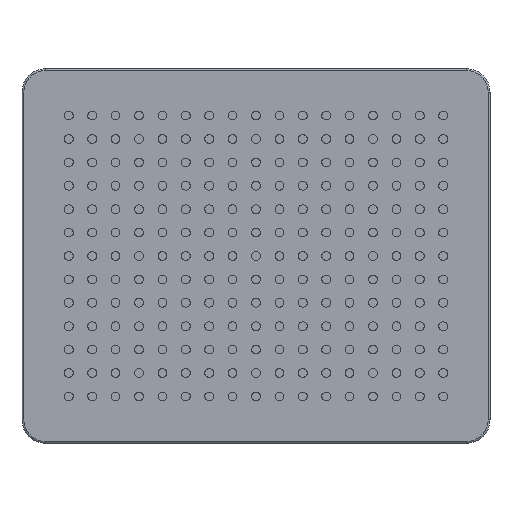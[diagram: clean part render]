
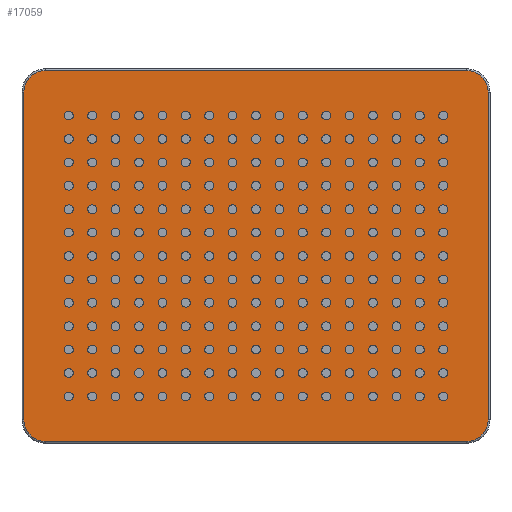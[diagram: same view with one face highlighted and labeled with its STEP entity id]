
A CAD part, front view. The second image highlights one B-rep face of the part: STEP entity #17059.
In plain terms, the highlighted face is planar.
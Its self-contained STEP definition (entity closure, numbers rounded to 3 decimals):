
#79 = CARTESIAN_POINT ( 'NONE',  ( -148.8, -105., 15.5 ) ) ;
#191 = CIRCLE ( 'NONE', #15557, 13.8 ) ;
#197 = CARTESIAN_POINT ( 'NONE',  ( -135., 118.8, 15.5 ) ) ;
#449 = DIRECTION ( 'NONE',  ( 1., 0., 0. ) ) ;
#556 = DIRECTION ( 'NONE',  ( 0., 1., 0. ) ) ;
#661 = DIRECTION ( 'NONE',  ( 0., 0., 1. ) ) ;
#748 = AXIS2_PLACEMENT_3D ( 'NONE', #18931, #8022, #20741 ) ;
#870 = CARTESIAN_POINT ( 'NONE',  ( 135., -118.8, 15.5 ) ) ;
#1895 = PLANE ( 'NONE',  #16287 ) ;
#2582 = VECTOR ( 'NONE', #20197, 1000. ) ;
#3821 = ORIENTED_EDGE ( 'NONE', *, *, #10734, .T. ) ;
#4725 = CARTESIAN_POINT ( 'NONE',  ( -135., 118.8, 15.5 ) ) ;
#4974 = VERTEX_POINT ( 'NONE', #23440 ) ;
#5360 = CARTESIAN_POINT ( 'NONE',  ( -135., -118.8, 15.5 ) ) ;
#5738 = VERTEX_POINT ( 'NONE', #17204 ) ;
#6177 = AXIS2_PLACEMENT_3D ( 'NONE', #11505, #661, #13306 ) ;
#6774 = AXIS2_PLACEMENT_3D ( 'NONE', #22202, #11290, #449 ) ;
#6857 = VERTEX_POINT ( 'NONE', #870 ) ;
#6918 = CARTESIAN_POINT ( 'NONE',  ( 148.8, 105., 15.5 ) ) ;
#7032 = EDGE_CURVE ( 'NONE', #23181, #5738, #22739, .T. ) ;
#7404 = LINE ( 'NONE', #16555, #2582 ) ;
#7644 = EDGE_CURVE ( 'NONE', #5738, #15403, #13600, .T. ) ;
#7880 = LINE ( 'NONE', #11387, #21830 ) ;
#8022 = DIRECTION ( 'NONE',  ( 0., 0., 1. ) ) ;
#8229 = VECTOR ( 'NONE', #12742, 1000. ) ;
#9176 = CARTESIAN_POINT ( 'NONE',  ( -150., -120., 15.5 ) ) ;
#9773 = VERTEX_POINT ( 'NONE', #18219 ) ;
#10734 = EDGE_CURVE ( 'NONE', #9773, #22396, #7880, .T. ) ;
#10748 = CARTESIAN_POINT ( 'NONE',  ( 135., -105., 15.5 ) ) ;
#11002 = DIRECTION ( 'NONE',  ( 1., 0., 0. ) ) ;
#11106 = EDGE_CURVE ( 'NONE', #4974, #19491, #20957, .T. ) ;
#11290 = DIRECTION ( 'NONE',  ( 0., 0., 1. ) ) ;
#11387 = CARTESIAN_POINT ( 'NONE',  ( 148.8, 105., 15.5 ) ) ;
#11505 = CARTESIAN_POINT ( 'NONE',  ( 135., 105., 15.5 ) ) ;
#11870 = ORIENTED_EDGE ( 'NONE', *, *, #18669, .T. ) ;
#12587 = DIRECTION ( 'NONE',  ( 1., 0., 0. ) ) ;
#12742 = DIRECTION ( 'NONE',  ( 0., -1., 0. ) ) ;
#13083 = ORIENTED_EDGE ( 'NONE', *, *, #7644, .T. ) ;
#13306 = DIRECTION ( 'NONE',  ( 1., 0., 0. ) ) ;
#13600 = CIRCLE ( 'NONE', #6774, 13.8 ) ;
#14315 = EDGE_LOOP ( 'NONE', ( #3821, #17735, #20038, #14585, #20022, #13083, #18692, #11870 ) ) ;
#14358 = EDGE_CURVE ( 'NONE', #15403, #6857, #7404, .T. ) ;
#14585 = ORIENTED_EDGE ( 'NONE', *, *, #22709, .T. ) ;
#15033 = EDGE_CURVE ( 'NONE', #22396, #4974, #15904, .T. ) ;
#15403 = VERTEX_POINT ( 'NONE', #5360 ) ;
#15547 = VECTOR ( 'NONE', #21026, 1000. ) ;
#15557 = AXIS2_PLACEMENT_3D ( 'NONE', #10748, #23492, #12587 ) ;
#15904 = CIRCLE ( 'NONE', #6177, 13.8 ) ;
#16287 = AXIS2_PLACEMENT_3D ( 'NONE', #9176, #21911, #11002 ) ;
#16555 = CARTESIAN_POINT ( 'NONE',  ( 135., -118.8, 15.5 ) ) ;
#17059 = ADVANCED_FACE ( 'NONE', ( #22961 ), #1895, .T. ) ;
#17204 = CARTESIAN_POINT ( 'NONE',  ( -148.8, -105., 15.5 ) ) ;
#17735 = ORIENTED_EDGE ( 'NONE', *, *, #15033, .T. ) ;
#18219 = CARTESIAN_POINT ( 'NONE',  ( 148.8, -105., 15.5 ) ) ;
#18353 = CARTESIAN_POINT ( 'NONE',  ( -148.8, 105., 15.5 ) ) ;
#18669 = EDGE_CURVE ( 'NONE', #6857, #9773, #191, .T. ) ;
#18692 = ORIENTED_EDGE ( 'NONE', *, *, #14358, .T. ) ;
#18931 = CARTESIAN_POINT ( 'NONE',  ( -135., 105., 15.5 ) ) ;
#19491 = VERTEX_POINT ( 'NONE', #197 ) ;
#20022 = ORIENTED_EDGE ( 'NONE', *, *, #7032, .T. ) ;
#20038 = ORIENTED_EDGE ( 'NONE', *, *, #11106, .T. ) ;
#20197 = DIRECTION ( 'NONE',  ( 1., 0., 0. ) ) ;
#20483 = CIRCLE ( 'NONE', #748, 13.8 ) ;
#20741 = DIRECTION ( 'NONE',  ( 1., 0., 0. ) ) ;
#20957 = LINE ( 'NONE', #4725, #15547 ) ;
#21026 = DIRECTION ( 'NONE',  ( -1., 0., 0. ) ) ;
#21830 = VECTOR ( 'NONE', #556, 1000. ) ;
#21911 = DIRECTION ( 'NONE',  ( 0., 0., 1. ) ) ;
#22202 = CARTESIAN_POINT ( 'NONE',  ( -135., -105., 15.5 ) ) ;
#22396 = VERTEX_POINT ( 'NONE', #6918 ) ;
#22709 = EDGE_CURVE ( 'NONE', #19491, #23181, #20483, .T. ) ;
#22739 = LINE ( 'NONE', #79, #8229 ) ;
#22961 = FACE_OUTER_BOUND ( 'NONE', #14315, .T. ) ;
#23181 = VERTEX_POINT ( 'NONE', #18353 ) ;
#23440 = CARTESIAN_POINT ( 'NONE',  ( 135., 118.8, 15.5 ) ) ;
#23492 = DIRECTION ( 'NONE',  ( 0., 0., 1. ) ) ;
